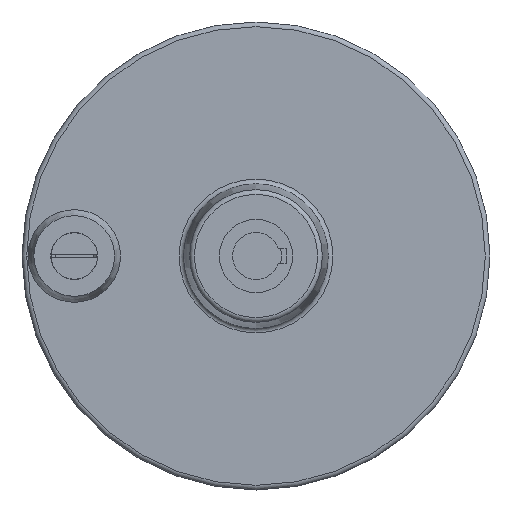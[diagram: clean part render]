
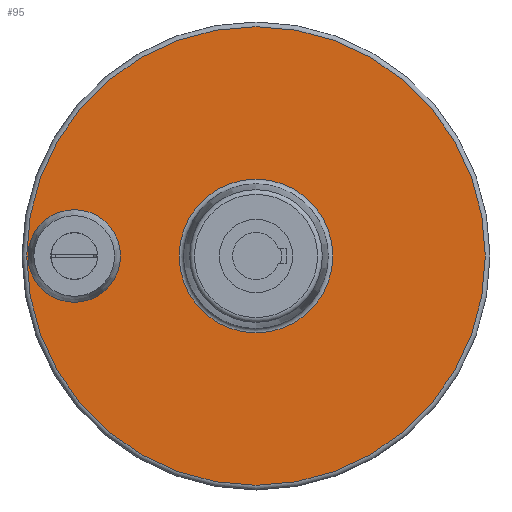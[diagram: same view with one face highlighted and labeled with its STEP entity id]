
A CAD part, front view. The second image highlights one B-rep face of the part: STEP entity #95.
In plain terms, the highlighted planar face has unit normal (0, -1, 0).
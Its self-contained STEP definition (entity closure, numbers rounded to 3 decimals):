
#95 = ADVANCED_FACE( '', ( #237, #238, #239 ), #240, .F. );
#237 = FACE_OUTER_BOUND( '', #445, .T. );
#238 = FACE_BOUND( '', #446, .T. );
#239 = FACE_BOUND( '', #447, .T. );
#240 = PLANE( '', #448 );
#445 = EDGE_LOOP( '', ( #670 ) );
#446 = EDGE_LOOP( '', ( #671 ) );
#447 = EDGE_LOOP( '', ( #672 ) );
#448 = AXIS2_PLACEMENT_3D( '', #673, #674, #675 );
#670 = ORIENTED_EDGE( '', *, *, #1081, .F. );
#671 = ORIENTED_EDGE( '', *, *, #1082, .F. );
#672 = ORIENTED_EDGE( '', *, *, #1078, .T. );
#673 = CARTESIAN_POINT( '', ( 35.776, -3.5, 0. ) );
#674 = DIRECTION( '', ( 0., 1., 0. ) );
#675 = DIRECTION( '', ( 0., 0., 1. ) );
#1078 = EDGE_CURVE( '', #1256, #1256, #1257, .T. );
#1081 = EDGE_CURVE( '', #1261, #1261, #1262, .T. );
#1082 = EDGE_CURVE( '', #1263, #1263, #1264, .F. );
#1256 = VERTEX_POINT( '', #1510 );
#1257 = CIRCLE( '', #1511, 26.224 );
#1261 = VERTEX_POINT( '', #1515 );
#1262 = CIRCLE( '', #1516, 78.208 );
#1263 = VERTEX_POINT( '', #1517 );
#1264 = CIRCLE( '', #1518, 15.788 );
#1510 = CARTESIAN_POINT( '', ( 62., -3.5, 26.224 ) );
#1511 = AXIS2_PLACEMENT_3D( '', #1968, #1969, #1970 );
#1515 = CARTESIAN_POINT( '', ( 62., -3.5, 78.208 ) );
#1516 = AXIS2_PLACEMENT_3D( '', #1974, #1975, #1976 );
#1517 = CARTESIAN_POINT( '', ( 0., -3.5, 15.788 ) );
#1518 = AXIS2_PLACEMENT_3D( '', #1977, #1978, #1979 );
#1968 = CARTESIAN_POINT( '', ( 62., -3.5, 0. ) );
#1969 = DIRECTION( '', ( 0., 1., 0. ) );
#1970 = DIRECTION( '', ( 0., 0., 1. ) );
#1974 = CARTESIAN_POINT( '', ( 62., -3.5, 0. ) );
#1975 = DIRECTION( '', ( 0., 1., 0. ) );
#1976 = DIRECTION( '', ( 0., 0., 1. ) );
#1977 = CARTESIAN_POINT( '', ( 0., -3.5, 0. ) );
#1978 = DIRECTION( '', ( 0., 1., 0. ) );
#1979 = DIRECTION( '', ( 0., 0., 1. ) );
